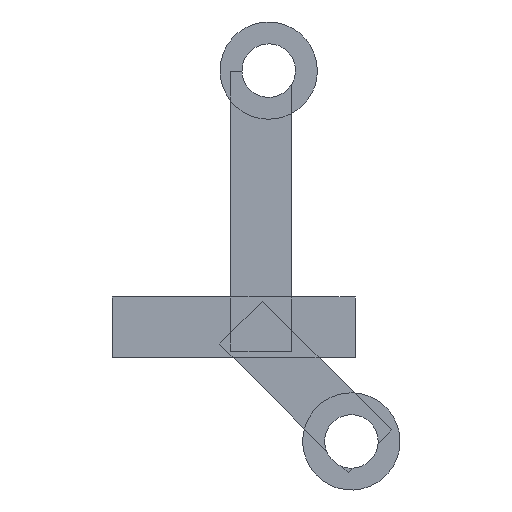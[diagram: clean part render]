
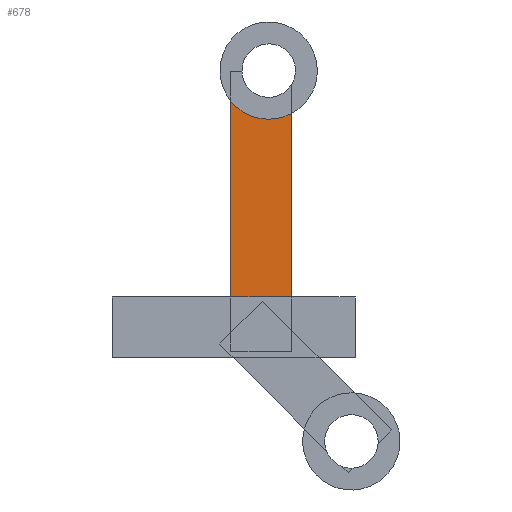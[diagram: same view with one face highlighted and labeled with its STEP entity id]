
A CAD part, front view. The second image highlights one B-rep face of the part: STEP entity #678.
In plain terms, the highlighted planar face has unit normal (0, -1, 0).
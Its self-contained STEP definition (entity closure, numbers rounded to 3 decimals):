
#24 = VERTEX_POINT('',#25);
#25 = CARTESIAN_POINT('',(10.03,45.,-5.831));
#127 = PLANE('',#128);
#128 = AXIS2_PLACEMENT_3D('',#129,#130,#131);
#129 = CARTESIAN_POINT('',(10.03,45.,-2.39));
#130 = DIRECTION('',(-1.,0.,0.));
#131 = DIRECTION('',(0.,0.,-1.));
#144 = VERTEX_POINT('',#145);
#145 = CARTESIAN_POINT('',(5.03,45.,-4.803));
#159 = PLANE('',#160);
#160 = AXIS2_PLACEMENT_3D('',#161,#162,#163);
#161 = CARTESIAN_POINT('',(8.15,45.,-2.3));
#162 = DIRECTION('',(0.,1.,0.));
#163 = DIRECTION('',(1.,0.,0.));
#302 = EDGE_CURVE('',#24,#303,#305,.T.);
#303 = VERTEX_POINT('',#304);
#304 = CARTESIAN_POINT('',(10.03,45.,-20.92));
#305 = SURFACE_CURVE('',#306,(#310,#317),.PCURVE_S1.);
#306 = LINE('',#307,#308);
#307 = CARTESIAN_POINT('',(10.03,45.,-2.39));
#308 = VECTOR('',#309,1.);
#309 = DIRECTION('',(0.,0.,-1.));
#310 = PCURVE('',#127,#311);
#311 = DEFINITIONAL_REPRESENTATION('',(#312),#316);
#312 = LINE('',#313,#314);
#313 = CARTESIAN_POINT('',(0.,0.));
#314 = VECTOR('',#315,1.);
#315 = DIRECTION('',(1.,0.));
#316 = ( GEOMETRIC_REPRESENTATION_CONTEXT(2) 
PARAMETRIC_REPRESENTATION_CONTEXT() REPRESENTATION_CONTEXT('2D SPACE',''
  ) );
#317 = PCURVE('',#318,#323);
#318 = PLANE('',#319);
#319 = AXIS2_PLACEMENT_3D('',#320,#321,#322);
#320 = CARTESIAN_POINT('',(10.03,45.,-2.39));
#321 = DIRECTION('',(0.,1.,0.));
#322 = DIRECTION('',(0.,0.,-1.));
#323 = DEFINITIONAL_REPRESENTATION('',(#324),#328);
#324 = LINE('',#325,#326);
#325 = CARTESIAN_POINT('',(0.,0.));
#326 = VECTOR('',#327,1.);
#327 = DIRECTION('',(1.,0.));
#328 = ( GEOMETRIC_REPRESENTATION_CONTEXT(2) 
PARAMETRIC_REPRESENTATION_CONTEXT() REPRESENTATION_CONTEXT('2D SPACE',''
  ) );
#557 = PLANE('',#558);
#558 = AXIS2_PLACEMENT_3D('',#559,#560,#561);
#559 = CARTESIAN_POINT('',(5.03,45.,-2.39));
#560 = DIRECTION('',(-1.,0.,0.));
#561 = DIRECTION('',(0.,0.,-1.));
#599 = EDGE_CURVE('',#24,#144,#600,.T.);
#600 = SURFACE_CURVE('',#601,(#606,#613),.PCURVE_S1.);
#601 = CIRCLE('',#602,4.);
#602 = AXIS2_PLACEMENT_3D('',#603,#604,#605);
#603 = CARTESIAN_POINT('',(8.15,45.,-2.3));
#604 = DIRECTION('',(-0.,1.,0.));
#605 = DIRECTION('',(1.,0.,0.));
#606 = PCURVE('',#159,#607);
#607 = DEFINITIONAL_REPRESENTATION('',(#608),#612);
#608 = CIRCLE('',#609,4.);
#609 = AXIS2_PLACEMENT_2D('',#610,#611);
#610 = CARTESIAN_POINT('',(0.,0.));
#611 = DIRECTION('',(1.,0.));
#612 = ( GEOMETRIC_REPRESENTATION_CONTEXT(2) 
PARAMETRIC_REPRESENTATION_CONTEXT() REPRESENTATION_CONTEXT('2D SPACE',''
  ) );
#613 = PCURVE('',#318,#614);
#614 = DEFINITIONAL_REPRESENTATION('',(#615),#619);
#615 = CIRCLE('',#616,4.);
#616 = AXIS2_PLACEMENT_2D('',#617,#618);
#617 = CARTESIAN_POINT('',(-0.09,1.88));
#618 = DIRECTION('',(0.,-1.));
#619 = ( GEOMETRIC_REPRESENTATION_CONTEXT(2) 
PARAMETRIC_REPRESENTATION_CONTEXT() REPRESENTATION_CONTEXT('2D SPACE',''
  ) );
#678 = ADVANCED_FACE('',(#679),#318,.F.);
#679 = FACE_BOUND('',#680,.F.);
#680 = EDGE_LOOP('',(#681,#704,#705,#706));
#681 = ORIENTED_EDGE('',*,*,#682,.F.);
#682 = EDGE_CURVE('',#144,#683,#685,.T.);
#683 = VERTEX_POINT('',#684);
#684 = CARTESIAN_POINT('',(5.03,45.,-20.92));
#685 = SURFACE_CURVE('',#686,(#690,#697),.PCURVE_S1.);
#686 = LINE('',#687,#688);
#687 = CARTESIAN_POINT('',(5.03,45.,-2.39));
#688 = VECTOR('',#689,1.);
#689 = DIRECTION('',(0.,0.,-1.));
#690 = PCURVE('',#318,#691);
#691 = DEFINITIONAL_REPRESENTATION('',(#692),#696);
#692 = LINE('',#693,#694);
#693 = CARTESIAN_POINT('',(0.,5.));
#694 = VECTOR('',#695,1.);
#695 = DIRECTION('',(1.,0.));
#696 = ( GEOMETRIC_REPRESENTATION_CONTEXT(2) 
PARAMETRIC_REPRESENTATION_CONTEXT() REPRESENTATION_CONTEXT('2D SPACE',''
  ) );
#697 = PCURVE('',#557,#698);
#698 = DEFINITIONAL_REPRESENTATION('',(#699),#703);
#699 = LINE('',#700,#701);
#700 = CARTESIAN_POINT('',(0.,0.));
#701 = VECTOR('',#702,1.);
#702 = DIRECTION('',(1.,0.));
#703 = ( GEOMETRIC_REPRESENTATION_CONTEXT(2) 
PARAMETRIC_REPRESENTATION_CONTEXT() REPRESENTATION_CONTEXT('2D SPACE',''
  ) );
#704 = ORIENTED_EDGE('',*,*,#599,.F.);
#705 = ORIENTED_EDGE('',*,*,#302,.T.);
#706 = ORIENTED_EDGE('',*,*,#707,.T.);
#707 = EDGE_CURVE('',#303,#683,#708,.T.);
#708 = SURFACE_CURVE('',#709,(#713,#720),.PCURVE_S1.);
#709 = LINE('',#710,#711);
#710 = CARTESIAN_POINT('',(15.26,45.,-20.92));
#711 = VECTOR('',#712,1.);
#712 = DIRECTION('',(-1.,0.,0.));
#713 = PCURVE('',#318,#714);
#714 = DEFINITIONAL_REPRESENTATION('',(#715),#719);
#715 = LINE('',#716,#717);
#716 = CARTESIAN_POINT('',(18.53,-5.23));
#717 = VECTOR('',#718,1.);
#718 = DIRECTION('',(0.,1.));
#719 = ( GEOMETRIC_REPRESENTATION_CONTEXT(2) 
PARAMETRIC_REPRESENTATION_CONTEXT() REPRESENTATION_CONTEXT('2D SPACE',''
  ) );
#720 = PCURVE('',#721,#726);
#721 = PLANE('',#722);
#722 = AXIS2_PLACEMENT_3D('',#723,#724,#725);
#723 = CARTESIAN_POINT('',(15.26,45.,-25.92));
#724 = DIRECTION('',(0.,1.,0.));
#725 = DIRECTION('',(-1.,0.,0.));
#726 = DEFINITIONAL_REPRESENTATION('',(#727),#731);
#727 = LINE('',#728,#729);
#728 = CARTESIAN_POINT('',(0.,5.));
#729 = VECTOR('',#730,1.);
#730 = DIRECTION('',(1.,0.));
#731 = ( GEOMETRIC_REPRESENTATION_CONTEXT(2) 
PARAMETRIC_REPRESENTATION_CONTEXT() REPRESENTATION_CONTEXT('2D SPACE',''
  ) );
